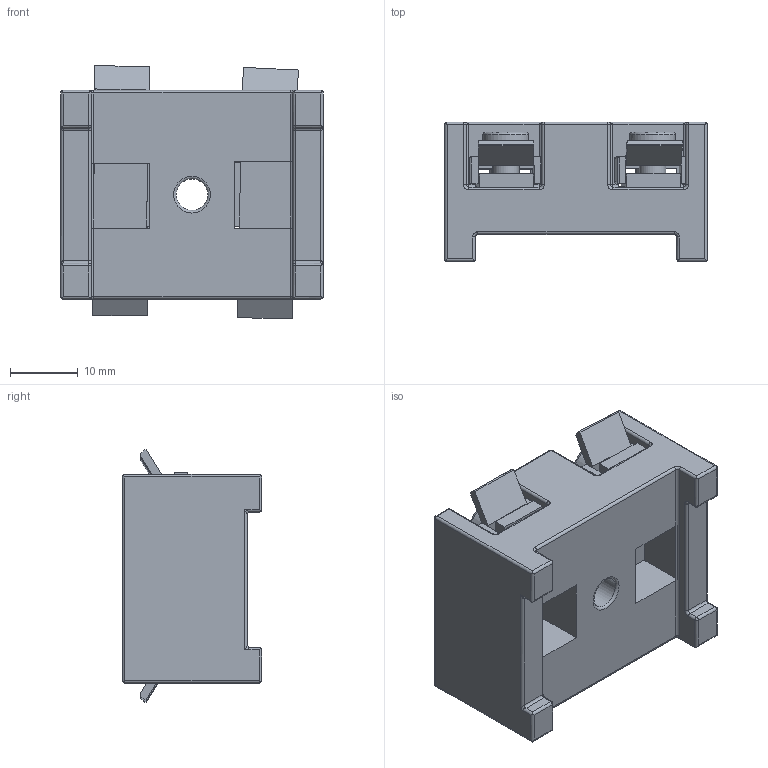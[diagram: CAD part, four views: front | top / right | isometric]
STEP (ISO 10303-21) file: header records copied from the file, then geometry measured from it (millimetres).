
FILE_DESCRIPTION(/* description */ ('Alibre Inc.'),/* implementation_level */ '2;1');
FILE_NAME(/* name */ 'export0',/* time_stamp */ '2015-03-23T13:11:39-07:00',/* author */ (''),/* organization */ (''),/* preprocessor_version */ 'ST-DEVELOPER v14',/* originating_system */ 'Alibre',/* authorisation */ '');
FILE_SCHEMA (('CONFIG_CONTROL_DESIGN'));
Length unit declared in the file: centimetre
Products named in the file (1): ID_1
Bounding box: 38.86 x 20.62 x 37.36 mm (x, y, z)
Volume: 15686.5 mm3; surface area: 10043.2 mm2
Topology: 1 solids, 5 shells, 444 faces, 1104 edges, 654 vertices
Faces by surface type: cylinder 181, plane 179, torus 56, sphere 16, bspline 12
Full cylindrical faces by diameter (mm): 3.937 x8, 4.216 x4, 4.648 x1, 4.826 x4, 5.842 x4, 6.35 x4, 6.909 x4, 9.779 x1
Entity records: 13213 total; most frequent: CARTESIAN_POINT 3357, ORIENTED_EDGE 1996, DIRECTION 1915, EDGE_CURVE 998, AXIS2_PLACEMENT_3D 787, VERTEX_POINT 638, VECTOR 544, LINE 544
